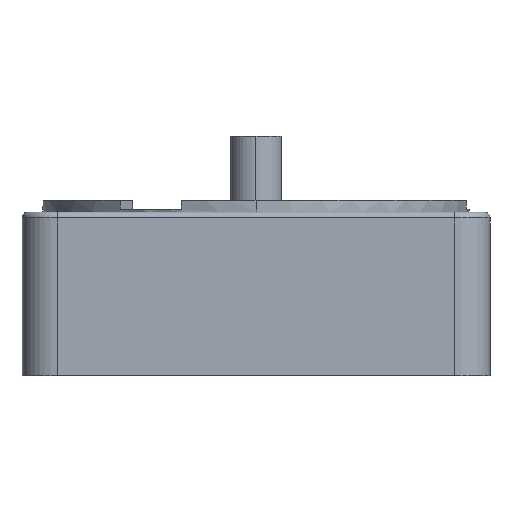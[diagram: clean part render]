
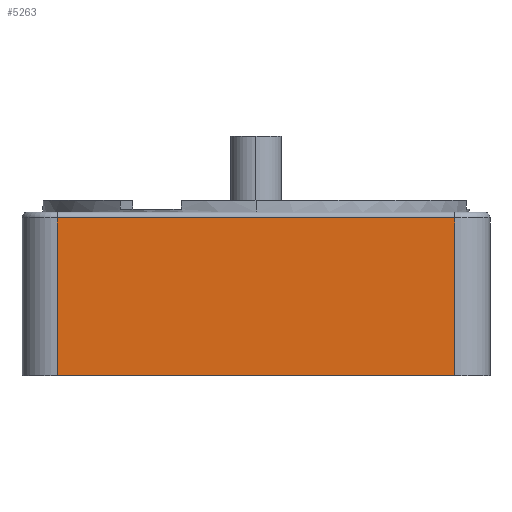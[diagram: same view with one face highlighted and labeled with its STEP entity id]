
A CAD part, left-side view. The second image highlights one B-rep face of the part: STEP entity #5263.
In plain terms, the highlighted face is planar.
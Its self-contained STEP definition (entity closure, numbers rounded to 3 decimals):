
#5023 = VERTEX_POINT ( 'NONE', #8315 ) ;
#5058 = VERTEX_POINT ( 'NONE', #8352 ) ;
#5093 = ORIENTED_EDGE ( 'NONE', *, *, #5173, .F. ) ;
#5166 = EDGE_CURVE ( 'NONE', #5176, #5058, #8542, .T. ) ;
#5173 = EDGE_CURVE ( 'NONE', #5176, #5228, #8627, .T. ) ;
#5176 = VERTEX_POINT ( 'NONE', #8629 ) ;
#5192 = EDGE_CURVE ( 'NONE', #5058, #5023, #8672, .T. ) ;
#5228 = VERTEX_POINT ( 'NONE', #8796 ) ;
#5245 = EDGE_LOOP ( 'NONE', ( #5246, #5247, #5093, #5252 ) ) ;
#5246 = ORIENTED_EDGE ( 'NONE', *, *, #5192, .T. ) ;
#5247 = ORIENTED_EDGE ( 'NONE', *, *, #5264, .T. ) ;
#5252 = ORIENTED_EDGE ( 'NONE', *, *, #5166, .T. ) ;
#5263 = ADVANCED_FACE ( 'NONE', ( #8840 ), #8766, .T. ) ;
#5264 = EDGE_CURVE ( 'NONE', #5023, #5228, #8934, .T. ) ;
#8315 = CARTESIAN_POINT ( 'NONE',  ( 40., 34., -1. ) ) ;
#8352 = CARTESIAN_POINT ( 'NONE',  ( 40., 34., -28. ) ) ;
#8535 = DIRECTION ( 'NONE',  ( 0., 1., 0. ) ) ;
#8537 = VECTOR ( 'NONE', #8535, 1000. ) ;
#8539 = CARTESIAN_POINT ( 'NONE',  ( 40., 34., -28. ) ) ;
#8542 = LINE ( 'NONE', #8539, #8537 ) ;
#8624 = DIRECTION ( 'NONE',  ( 0., 0., 1. ) ) ;
#8625 = VECTOR ( 'NONE', #8624, 1000. ) ;
#8626 = CARTESIAN_POINT ( 'NONE',  ( 40., -34., -31. ) ) ;
#8627 = LINE ( 'NONE', #8626, #8625 ) ;
#8629 = CARTESIAN_POINT ( 'NONE',  ( 40., -34., -28. ) ) ;
#8672 = LINE ( 'NONE', #8696, #8685 ) ;
#8684 = DIRECTION ( 'NONE',  ( 0., 0., 1. ) ) ;
#8685 = VECTOR ( 'NONE', #8684, 1000. ) ;
#8696 = CARTESIAN_POINT ( 'NONE',  ( 40., 34., -31. ) ) ;
#8766 = PLANE ( 'NONE',  #8839 ) ;
#8796 = CARTESIAN_POINT ( 'NONE',  ( 40., -34., -1. ) ) ;
#8836 = DIRECTION ( 'NONE',  ( 0., 0., -1. ) ) ;
#8837 = DIRECTION ( 'NONE',  ( 1., 0., 0. ) ) ;
#8838 = CARTESIAN_POINT ( 'NONE',  ( 40., -34., -31. ) ) ;
#8839 = AXIS2_PLACEMENT_3D ( 'NONE', #8838, #8837, #8836 ) ;
#8840 = FACE_OUTER_BOUND ( 'NONE', #5245, .T. ) ;
#8846 = VECTOR ( 'NONE', #8875, 1000. ) ;
#8860 = CARTESIAN_POINT ( 'NONE',  ( 40., -34., -1. ) ) ;
#8875 = DIRECTION ( 'NONE',  ( 0., -1., 0. ) ) ;
#8934 = LINE ( 'NONE', #8860, #8846 ) ;
